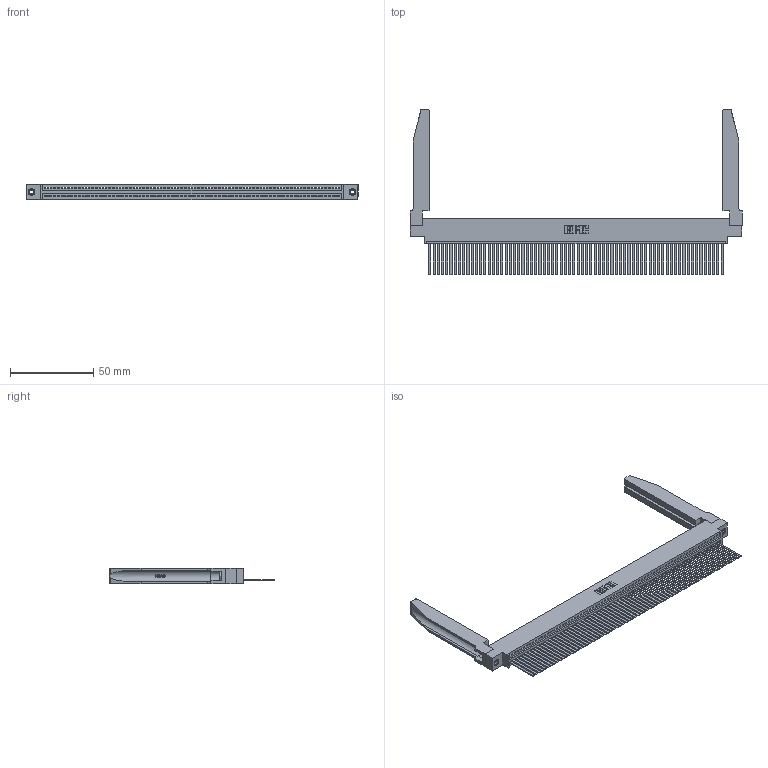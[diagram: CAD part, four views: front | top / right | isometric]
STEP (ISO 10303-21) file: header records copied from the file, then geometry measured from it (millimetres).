
FILE_DESCRIPTION (( 'STEP AP203' ), '1' );
FILE_NAME ('395-070-544-678.STEP', '2019-10-26T02:21:20', ( '' ), ( '' ), 'SwSTEP 2.0', 'SolidWorks 2016', '' );
FILE_SCHEMA (( 'CONFIG_CONTROL_DESIGN' ));
Length unit declared in the file: inch
Products named in the file (5): 345-292-001_345-293-144; 395-070-544-678; 345-220-078_345-220-078; 345 Part_0.170 Offset - 0.156 Dia-TH; 345-250-001_345-250-001-102
Assembly tree (75 placements, depth 2):
  395-070-544-678
    345 Part_0.170 Offset - 0.156 Dia-TH
    345-292-001_345-293-144  x70
    345-250-001_345-250-001-102  x2
    345-220-078_345-220-078  x2
Bounding box: 199.03 x 99.24 x 9.4 mm (x, y, z)
Volume: 27601.6 mm3; surface area: 36140.3 mm2
Topology: 75 solids, 75 shells, 4004 faces, 12021 edges, 7910 vertices
Faces by surface type: plane 2746, cylinder 1206, bspline 36, cone 12, torus 4
Entity records: 53602 total; most frequent: CARTESIAN_POINT 10181, ORIENTED_EDGE 9082, DIRECTION 7855, EDGE_CURVE 4541, LINE 4039, VECTOR 4039, VERTEX_POINT 3020, AXIS2_PLACEMENT_3D 1908
